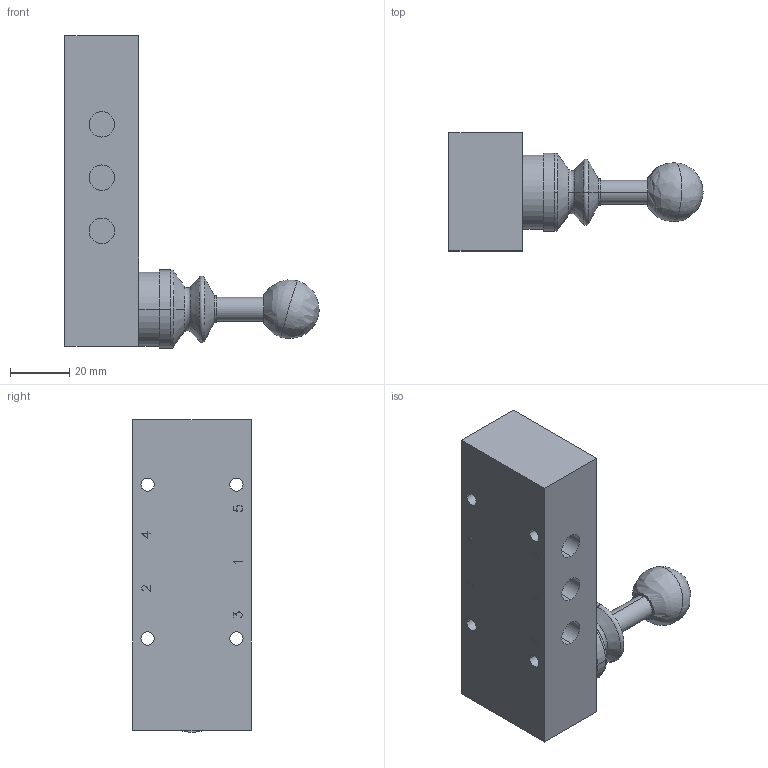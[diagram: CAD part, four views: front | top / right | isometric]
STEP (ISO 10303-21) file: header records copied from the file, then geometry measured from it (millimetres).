
FILE_DESCRIPTION (( 'STEP AP203' ), '1' );
FILE_NAME ('HF-18-530-Airtec.step', '2006-10-17T15:27:21', ( 'Gustaf Hederström' ), ( 'Cevican AB' ), 'SwSTEP 2.0', 'SolidWorks 2002308', '' );
FILE_SCHEMA (( 'CONFIG_CONTROL_DESIGN' ));
Length unit declared in the file: millimetre
Products named in the file (1): HF-18-530-Airtec
Bounding box: 85.99 x 40 x 105.75 mm (x, y, z)
Volume: 115890.1 mm3; surface area: 21465.5 mm2
Topology: 1 solids, 1 shells, 294 faces, 812 edges, 537 vertices
Faces by surface type: plane 254, cylinder 26, bspline 8, cone 6
Entity records: 11132 total; most frequent: CARTESIAN_POINT 3544, ORIENTED_EDGE 1616, DIRECTION 1429, EDGE_CURVE 808, LINE 729, VECTOR 729, VERTEX_POINT 537, AXIS2_PLACEMENT_3D 350
